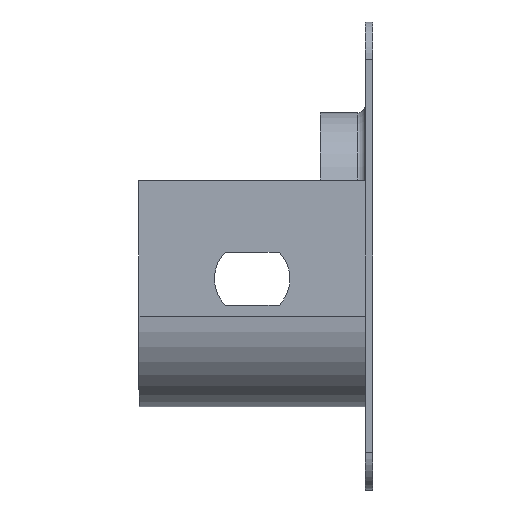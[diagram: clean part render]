
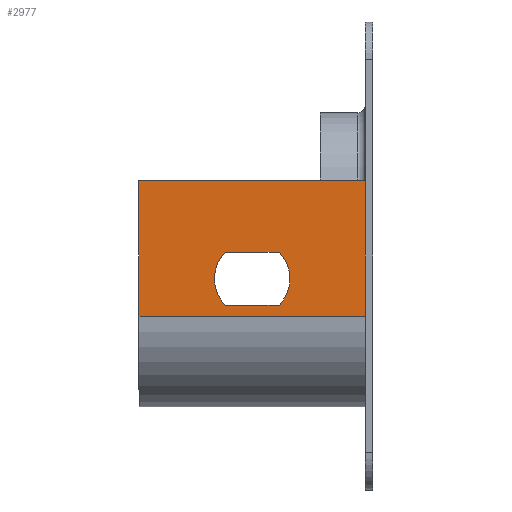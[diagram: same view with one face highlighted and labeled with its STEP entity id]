
A CAD part, left-side view. The second image highlights one B-rep face of the part: STEP entity #2977.
In plain terms, the highlighted planar face has unit normal (-1, 0, 0).
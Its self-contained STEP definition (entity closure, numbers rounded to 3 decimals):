
#37 = EDGE_CURVE ( 'NONE', #3132, #3143, #1611, .T. ) ;
#173 = CARTESIAN_POINT ( 'NONE',  ( -23.5, 30., 15. ) ) ;
#176 = PLANE ( 'NONE',  #887 ) ;
#178 = DIRECTION ( 'NONE',  ( 1., 0., 0. ) ) ;
#179 = DIRECTION ( 'NONE',  ( 0., 1., 0. ) ) ;
#244 = CARTESIAN_POINT ( 'NONE',  ( -23.5, 30., 15. ) ) ;
#255 = CARTESIAN_POINT ( 'NONE',  ( -23.5, 12., 15. ) ) ;
#275 = CARTESIAN_POINT ( 'NONE',  ( -23.5, 12., -15. ) ) ;
#289 = CARTESIAN_POINT ( 'NONE',  ( -23.5, 13.5, -3.571 ) ) ;
#290 = CARTESIAN_POINT ( 'NONE',  ( -23.5, 30., -15. ) ) ;
#291 = CARTESIAN_POINT ( 'NONE',  ( -23.5, 13.5, 3.571 ) ) ;
#292 = CARTESIAN_POINT ( 'NONE',  ( -23.5, 20.5, 3.571 ) ) ;
#293 = CARTESIAN_POINT ( 'NONE',  ( -23.5, 20.5, -3.571 ) ) ;
#395 = EDGE_CURVE ( 'NONE', #3132, #3178, #1288, .T. ) ;
#397 = EDGE_CURVE ( 'NONE', #3179, #3177, #1296, .T. ) ;
#399 = EDGE_CURVE ( 'NONE', #3177, #3181, #1297, .T. ) ;
#401 = EDGE_CURVE ( 'NONE', #3181, #3180, #1299, .T. ) ;
#403 = EDGE_CURVE ( 'NONE', #3180, #3179, #1302, .T. ) ;
#405 = EDGE_CURVE ( 'NONE', #3178, #3163, #1308, .T. ) ;
#407 = EDGE_CURVE ( 'NONE', #3143, #3163, #1312, .T. ) ;
#583 = AXIS2_PLACEMENT_3D ( 'NONE', #1836, #1837, #1838 ) ;
#585 = AXIS2_PLACEMENT_3D ( 'NONE', #1847, #1848, #1849 ) ;
#788 = FACE_BOUND ( 'NONE', #1859, .T. ) ;
#792 = FACE_OUTER_BOUND ( 'NONE', #1864, .T. ) ;
#887 = AXIS2_PLACEMENT_3D ( 'NONE', #173, #178, #179 ) ;
#1288 = LINE ( 'NONE', #1818, #1295 ) ;
#1295 = VECTOR ( 'NONE', #1827, 1000. ) ;
#1296 = LINE ( 'NONE', #1828, #1298 ) ;
#1297 = CIRCLE ( 'NONE', #583, 5. ) ;
#1298 = VECTOR ( 'NONE', #1825, 1000. ) ;
#1299 = LINE ( 'NONE', #1839, #1304 ) ;
#1302 = CIRCLE ( 'NONE', #585, 5. ) ;
#1304 = VECTOR ( 'NONE', #1835, 1000. ) ;
#1308 = LINE ( 'NONE', #1850, #1311 ) ;
#1311 = VECTOR ( 'NONE', #1851, 1000. ) ;
#1312 = LINE ( 'NONE', #1854, #1315 ) ;
#1315 = VECTOR ( 'NONE', #2501, 1000. ) ;
#1611 = LINE ( 'NONE', #1684, #1615 ) ;
#1615 = VECTOR ( 'NONE', #1681, 1000. ) ;
#1681 = DIRECTION ( 'NONE',  ( 0., -1., 0. ) ) ;
#1684 = CARTESIAN_POINT ( 'NONE',  ( -23.5, 30., 15. ) ) ;
#1818 = CARTESIAN_POINT ( 'NONE',  ( -23.5, 30., 15. ) ) ;
#1825 = DIRECTION ( 'NONE',  ( 0., 0., -1. ) ) ;
#1827 = DIRECTION ( 'NONE',  ( 0., 0., -1. ) ) ;
#1828 = CARTESIAN_POINT ( 'NONE',  ( -23.5, 13.5, 15. ) ) ;
#1835 = DIRECTION ( 'NONE',  ( 0., 0., 1. ) ) ;
#1836 = CARTESIAN_POINT ( 'NONE',  ( -23.5, 17., 0. ) ) ;
#1837 = DIRECTION ( 'NONE',  ( 1., 0., 0. ) ) ;
#1838 = DIRECTION ( 'NONE',  ( 0., 1., 0. ) ) ;
#1839 = CARTESIAN_POINT ( 'NONE',  ( -23.5, 20.5, 15. ) ) ;
#1847 = CARTESIAN_POINT ( 'NONE',  ( -23.5, 17., 0. ) ) ;
#1848 = DIRECTION ( 'NONE',  ( 1., 0., 0. ) ) ;
#1849 = DIRECTION ( 'NONE',  ( 0., 1., 0. ) ) ;
#1850 = CARTESIAN_POINT ( 'NONE',  ( -23.5, 30., -15. ) ) ;
#1851 = DIRECTION ( 'NONE',  ( 0., -1., 0. ) ) ;
#1854 = CARTESIAN_POINT ( 'NONE',  ( -23.5, 12., 15. ) ) ;
#1859 = EDGE_LOOP ( 'NONE', ( #1995, #1996, #1997, #1998 ) ) ;
#1864 = EDGE_LOOP ( 'NONE', ( #1999, #2108, #2109, #2110 ) ) ;
#1995 = ORIENTED_EDGE ( 'NONE', *, *, #397, .T. ) ;
#1996 = ORIENTED_EDGE ( 'NONE', *, *, #399, .T. ) ;
#1997 = ORIENTED_EDGE ( 'NONE', *, *, #401, .T. ) ;
#1998 = ORIENTED_EDGE ( 'NONE', *, *, #403, .T. ) ;
#1999 = ORIENTED_EDGE ( 'NONE', *, *, #405, .T. ) ;
#2108 = ORIENTED_EDGE ( 'NONE', *, *, #407, .F. ) ;
#2109 = ORIENTED_EDGE ( 'NONE', *, *, #37, .F. ) ;
#2110 = ORIENTED_EDGE ( 'NONE', *, *, #395, .T. ) ;
#2501 = DIRECTION ( 'NONE',  ( 0., 0., -1. ) ) ;
#2977 = ADVANCED_FACE ( 'NONE', ( #788, #792 ), #176, .F. ) ;
#3132 = VERTEX_POINT ( 'NONE', #244 ) ;
#3143 = VERTEX_POINT ( 'NONE', #255 ) ;
#3163 = VERTEX_POINT ( 'NONE', #275 ) ;
#3177 = VERTEX_POINT ( 'NONE', #289 ) ;
#3178 = VERTEX_POINT ( 'NONE', #290 ) ;
#3179 = VERTEX_POINT ( 'NONE', #291 ) ;
#3180 = VERTEX_POINT ( 'NONE', #292 ) ;
#3181 = VERTEX_POINT ( 'NONE', #293 ) ;
